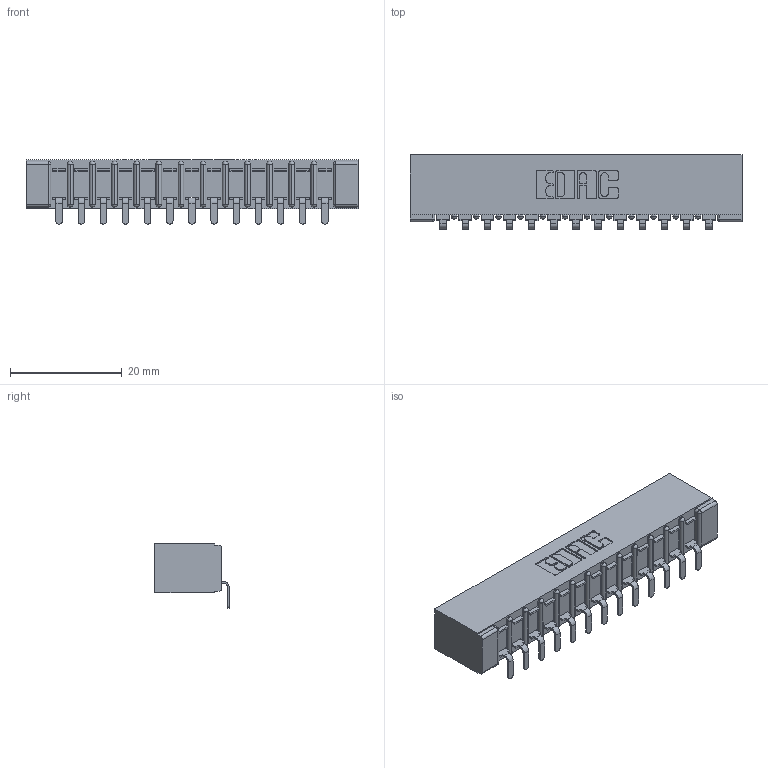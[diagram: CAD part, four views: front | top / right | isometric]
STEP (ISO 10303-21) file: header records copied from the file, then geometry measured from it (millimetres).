
FILE_DESCRIPTION (( 'STEP AP203' ), '1' );
FILE_NAME ('307-013-553-101.STEP', '2019-09-04T20:14:50', ( '' ), ( '' ), 'SwSTEP 2.0', 'SolidWorks 2016', '' );
FILE_SCHEMA (( 'CONFIG_CONTROL_DESIGN' ));
Length unit declared in the file: inch
Products named in the file (3): 307 Part_No Mounting Lugs; 307-013-553-101; 307-290-002_553
Assembly tree (14 placements, depth 2):
  307-013-553-101
    307 Part_No Mounting Lugs
    307-290-002_553  x13
Bounding box: 59.39 x 13.32 x 11.51 mm (x, y, z)
Volume: 4158 mm3; surface area: 7573.5 mm2
Topology: 14 solids, 14 shells, 1138 faces, 3471 edges, 2274 vertices
Faces by surface type: plane 677, cylinder 433, sphere 28
Entity records: 15296 total; most frequent: CARTESIAN_POINT 2576, ORIENTED_EDGE 2566, DIRECTION 2515, EDGE_CURVE 1283, LINE 969, VECTOR 969, VERTEX_POINT 834, AXIS2_PLACEMENT_3D 773
